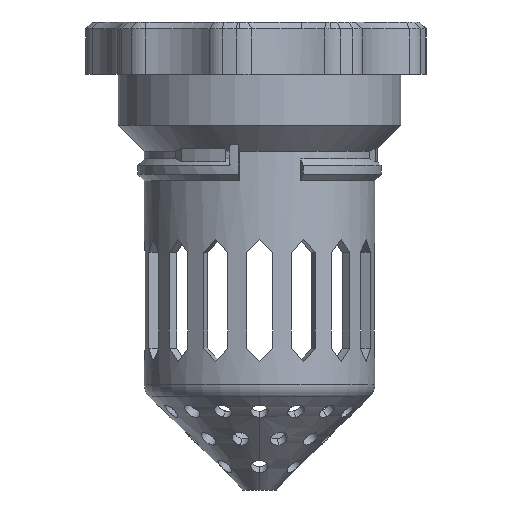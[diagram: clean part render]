
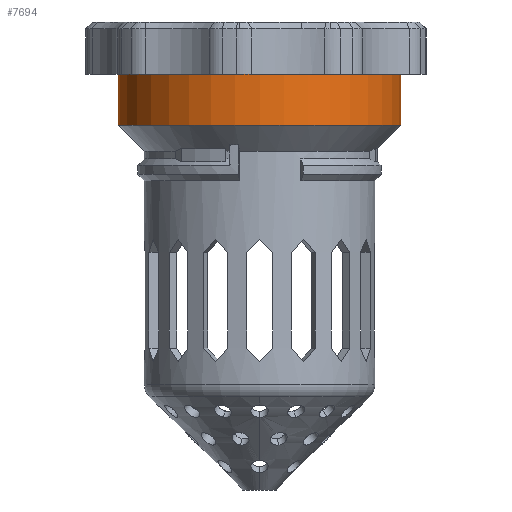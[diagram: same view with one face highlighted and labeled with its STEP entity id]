
A CAD part, left-side view. The second image highlights one B-rep face of the part: STEP entity #7694.
In plain terms, the highlighted cylindrical face has radius 32.5 mm (diameter 65 mm), a partial arc.
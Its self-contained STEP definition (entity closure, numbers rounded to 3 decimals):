
#598 = ORIENTED_EDGE ( 'NONE', *, *, #2392, .F. ) ;
#1077 = VECTOR ( 'NONE', #15663, 1000. ) ;
#1798 = AXIS2_PLACEMENT_3D ( 'NONE', #5180, #6354, #5069 ) ;
#1892 = ORIENTED_EDGE ( 'NONE', *, *, #8835, .F. ) ;
#2392 = EDGE_CURVE ( 'NONE', #14455, #9500, #9024, .T. ) ;
#2831 = CARTESIAN_POINT ( 'NONE',  ( 0., 32.5, 30.5 ) ) ;
#3085 = CARTESIAN_POINT ( 'NONE',  ( 0., 0., 11.3 ) ) ;
#3146 = DIRECTION ( 'NONE',  ( 0., 0., -1. ) ) ;
#3485 = CARTESIAN_POINT ( 'NONE',  ( 0., 0., 0. ) ) ;
#4124 = CYLINDRICAL_SURFACE ( 'NONE', #16372, 32.5 ) ;
#4250 = VERTEX_POINT ( 'NONE', #2831 ) ;
#4912 = VERTEX_POINT ( 'NONE', #9256 ) ;
#5069 = DIRECTION ( 'NONE',  ( 0., 1., 0. ) ) ;
#5180 = CARTESIAN_POINT ( 'NONE',  ( 0., 0., 30.5 ) ) ;
#5288 = CARTESIAN_POINT ( 'NONE',  ( 0., -32.5, 0. ) ) ;
#5872 = EDGE_CURVE ( 'NONE', #4250, #9500, #15197, .T. ) ;
#6218 = DIRECTION ( 'NONE',  ( 0., 0., -1. ) ) ;
#6354 = DIRECTION ( 'NONE',  ( 0., 0., -1. ) ) ;
#7521 = FACE_OUTER_BOUND ( 'NONE', #15255, .T. ) ;
#7592 = ORIENTED_EDGE ( 'NONE', *, *, #12859, .T. ) ;
#7694 = ADVANCED_FACE ( 'NONE', ( #7521 ), #4124, .T. ) ;
#7918 = LINE ( 'NONE', #5288, #1077 ) ;
#8835 = EDGE_CURVE ( 'NONE', #4912, #14455, #7918, .T. ) ;
#9024 = CIRCLE ( 'NONE', #16264, 32.5 ) ;
#9183 = VECTOR ( 'NONE', #16551, 1000. ) ;
#9256 = CARTESIAN_POINT ( 'NONE',  ( 0., -32.5, 30.5 ) ) ;
#9500 = VERTEX_POINT ( 'NONE', #13192 ) ;
#9796 = DIRECTION ( 'NONE',  ( 0., 1., 0. ) ) ;
#11369 = CARTESIAN_POINT ( 'NONE',  ( 0., 32.5, 0. ) ) ;
#11924 = CIRCLE ( 'NONE', #1798, 32.5 ) ;
#12859 = EDGE_CURVE ( 'NONE', #4912, #4250, #11924, .T. ) ;
#13192 = CARTESIAN_POINT ( 'NONE',  ( 0., 32.5, 11.3 ) ) ;
#13384 = DIRECTION ( 'NONE',  ( 0., 1., 0. ) ) ;
#14455 = VERTEX_POINT ( 'NONE', #14707 ) ;
#14493 = ORIENTED_EDGE ( 'NONE', *, *, #5872, .T. ) ;
#14707 = CARTESIAN_POINT ( 'NONE',  ( 0., -32.5, 11.3 ) ) ;
#15197 = LINE ( 'NONE', #11369, #9183 ) ;
#15255 = EDGE_LOOP ( 'NONE', ( #1892, #7592, #14493, #598 ) ) ;
#15663 = DIRECTION ( 'NONE',  ( 0., 0., -1. ) ) ;
#16264 = AXIS2_PLACEMENT_3D ( 'NONE', #3085, #3146, #13384 ) ;
#16372 = AXIS2_PLACEMENT_3D ( 'NONE', #3485, #6218, #9796 ) ;
#16551 = DIRECTION ( 'NONE',  ( 0., 0., -1. ) ) ;
